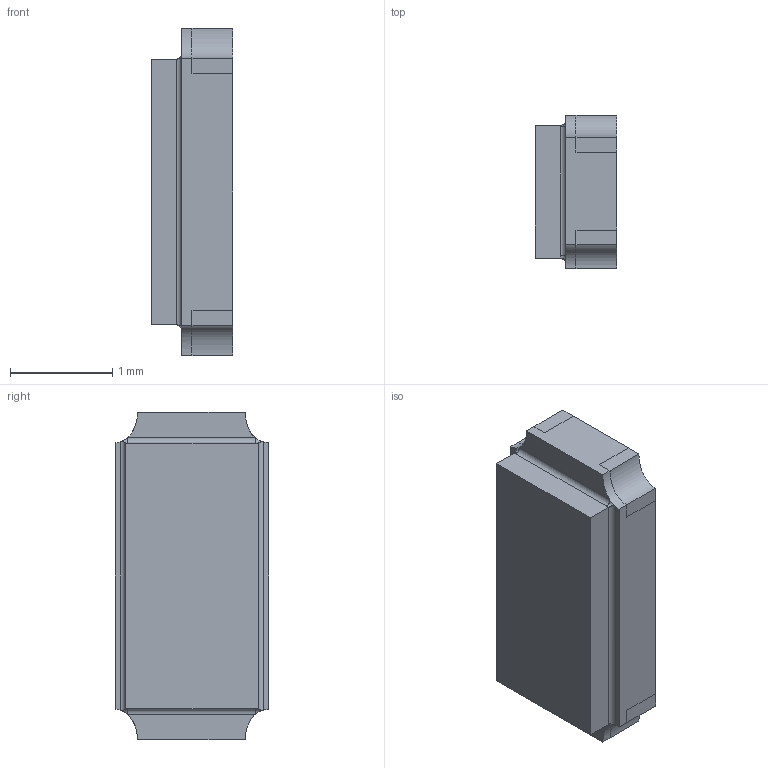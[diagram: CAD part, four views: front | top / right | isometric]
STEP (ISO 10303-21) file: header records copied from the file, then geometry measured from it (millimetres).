
FILE_DESCRIPTION (( 'STEP AP214' ), '1' );
FILE_NAME ('FC-135 32.7600KA-A3.STEP', '2021-08-18T08:50:17', ( '' ), ( '' ), 'SwSTEP 2.0', 'SolidWorks 2021', '' );
FILE_SCHEMA (( 'AUTOMOTIVE_DESIGN' ));
Length unit declared in the file: millimetre
Products named in the file (1): FC-135 32.7600KA-A3
Bounding box: 0.8 x 1.5 x 3.2 mm (x, y, z)
Volume: 3.3 mm3; surface area: 25.1 mm2
Topology: 4 solids, 4 shells, 85 faces, 220 edges, 144 vertices
Faces by surface type: plane 57, bspline 20, cylinder 8
Entity records: 3612 total; most frequent: CARTESIAN_POINT 812, ORIENTED_EDGE 440, DIRECTION 320, EDGE_CURVE 220, VECTOR 156, LINE 156, VERTEX_POINT 144, EDGE_LOOP 86
